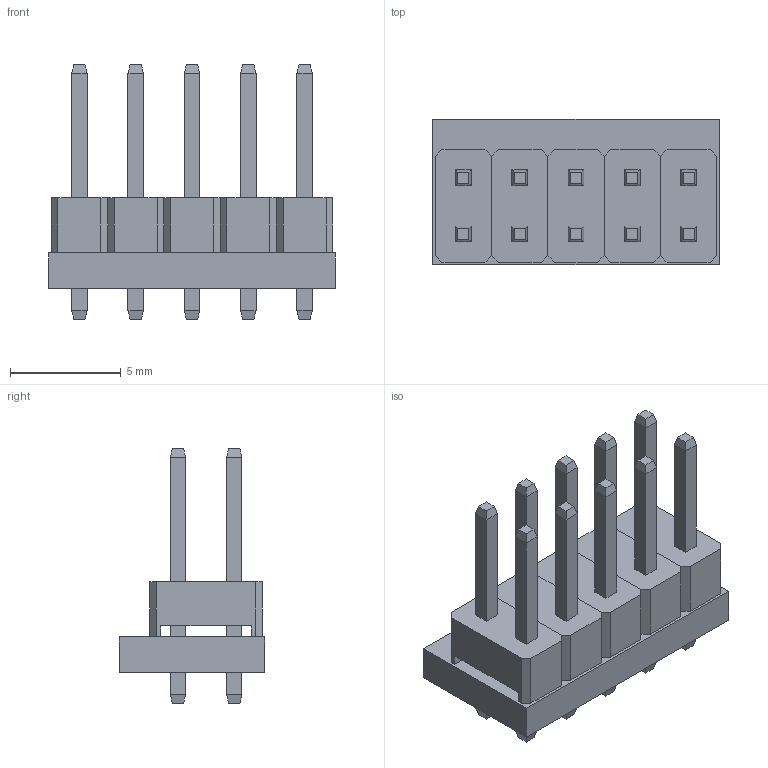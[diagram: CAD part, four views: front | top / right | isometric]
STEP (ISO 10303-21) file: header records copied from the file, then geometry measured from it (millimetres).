
FILE_DESCRIPTION(('Designed by EasyEDA Pro'),'2;1');
FILE_NAME('Open CASCADE Shape Model','2023-06-16T21:06:07',('Author'),( 'Open CASCADE'),'Open CASCADE STEP processor 7.6','Open CASCADE 7.6' ,'Unknown');
FILE_SCHEMA(('AUTOMOTIVE_DESIGN { 1 0 10303 214 1 1 1 1 }'));
Length unit declared in the file: millimetre
Products named in the file (5): PCBModel; COMPOUND; H1; HDR-TH_10P-P2.54-V-M-R2-C5-S2.54
Assembly tree (4 placements, depth 4):
  PCBModel
    COMPOUND
    H1
      HDR-TH_10P-P2.54-V-M-R2-C5-S2.54
        COMPOUND
Bounding box: 12.93 x 6.58 x 11.5 mm (x, y, z)
Volume: 299.3 mm3; surface area: 827.5 mm2
Topology: 6 solids, 6 shells, 490 faces, 1237 edges, 798 vertices
Faces by surface type: plane 382, bspline 98, cylinder 10
Full cylindrical faces by diameter (mm): 1.1 x10
Entity records: 19498 total; most frequent: CARTESIAN_POINT 3836, ORIENTED_EDGE 2474, DIRECTION 1851, EDGE_CURVE 1237, LINE 1017, VECTOR 1017, VERTEX_POINT 798, FACE_BOUND 549
